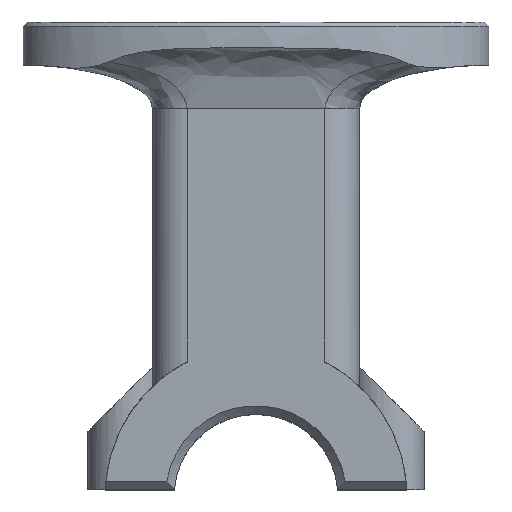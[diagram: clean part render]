
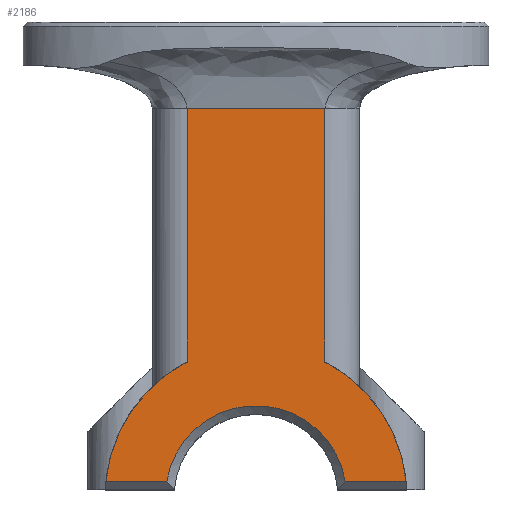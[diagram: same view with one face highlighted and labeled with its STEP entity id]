
A CAD part, top view. The second image highlights one B-rep face of the part: STEP entity #2186.
In plain terms, the highlighted planar face has unit normal (0, 0, 1).
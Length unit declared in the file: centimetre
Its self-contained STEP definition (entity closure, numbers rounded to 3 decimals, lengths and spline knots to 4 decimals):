
#149=CIRCLE('',#926,1.05);
#150=CIRCLE('',#930,1.75);
#151=CIRCLE('',#931,1.75);
#170=PLANE('',#929);
#223=LINE('',#3616,#382);
#248=LINE('',#4007,#407);
#250=LINE('',#4026,#409);
#251=LINE('',#4030,#410);
#252=LINE('',#4031,#411);
#382=VECTOR('',#564,1.);
#407=VECTOR('',#649,1.);
#409=VECTOR('',#660,1.);
#410=VECTOR('',#664,1.);
#411=VECTOR('',#665,1.);
#564=DIRECTION('',(1.,0.,0.));
#649=DIRECTION('',(-1.,0.,0.));
#655=DIRECTION('',(0.,0.,1.));
#656=DIRECTION('',(0.,1.05,0.));
#660=DIRECTION('',(-1.,0.,0.));
#661=DIRECTION('',(0.,0.,1.));
#662=DIRECTION('',(0.,0.,-1.));
#663=DIRECTION('',(1.75,0.,0.));
#664=DIRECTION('',(0.,-1.,0.));
#665=DIRECTION('',(0.,1.,0.));
#666=DIRECTION('',(0.,0.,-1.));
#667=DIRECTION('',(1.75,0.,0.));
#926=AXIS2_PLACEMENT_3D('',#4017,#655,#656);
#929=AXIS2_PLACEMENT_3D('',#4027,#661,$);
#930=AXIS2_PLACEMENT_3D('',#4028,#662,#663);
#931=AXIS2_PLACEMENT_3D('',#4033,#666,#667);
#1031=VERTEX_POINT('',#3615);
#1032=VERTEX_POINT('',#3617);
#1075=VERTEX_POINT('',#4006);
#1076=VERTEX_POINT('',#4008);
#1078=VERTEX_POINT('',#4018);
#1079=VERTEX_POINT('',#4025);
#1080=VERTEX_POINT('',#4029);
#1081=VERTEX_POINT('',#4032);
#1241=EDGE_CURVE('',#1031,#1032,#223,.T.);
#1294=EDGE_CURVE('',#1075,#1076,#248,.T.);
#1298=EDGE_CURVE('',#1076,#1078,#149,.T.);
#1301=EDGE_CURVE('',#1078,#1079,#250,.T.);
#1302=EDGE_CURVE('',#1080,#1075,#150,.T.);
#1303=EDGE_CURVE('',#1032,#1080,#251,.T.);
#1304=EDGE_CURVE('',#1081,#1031,#252,.T.);
#1305=EDGE_CURVE('',#1079,#1081,#151,.T.);
#1587=ORIENTED_EDGE('',*,*,#1301,.F.);
#1588=ORIENTED_EDGE('',*,*,#1298,.F.);
#1589=ORIENTED_EDGE('',*,*,#1294,.F.);
#1590=ORIENTED_EDGE('',*,*,#1302,.F.);
#1591=ORIENTED_EDGE('',*,*,#1303,.F.);
#1592=ORIENTED_EDGE('',*,*,#1241,.F.);
#1593=ORIENTED_EDGE('',*,*,#1304,.F.);
#1594=ORIENTED_EDGE('',*,*,#1305,.F.);
#1973=EDGE_LOOP('',(#1587,#1588,#1589,#1590,#1591,#1592,#1593,#1594));
#2086=FACE_BOUND('',#1973,.T.);
#2186=ADVANCED_FACE('',(#2086),#170,.T.);
#3615=CARTESIAN_POINT('',(-0.8,-1.,0.75));
#3616=CARTESIAN_POINT('',(0.,-1.,0.75));
#3617=CARTESIAN_POINT('',(0.8,-1.,0.75));
#4006=CARTESIAN_POINT('',(1.7412,-5.325,0.75));
#4007=CARTESIAN_POINT('',(-0.0244,-5.325,0.75));
#4008=CARTESIAN_POINT('',(1.0353,-5.325,0.75));
#4017=CARTESIAN_POINT('',(0.,-5.5,0.75));
#4018=CARTESIAN_POINT('',(-1.0353,-5.325,0.75));
#4025=CARTESIAN_POINT('',(-1.7412,-5.325,0.75));
#4026=CARTESIAN_POINT('',(-0.0244,-5.325,0.75));
#4027=CARTESIAN_POINT('',(0.,-3.2927,0.75));
#4028=CARTESIAN_POINT('',(0.,-5.5,0.75));
#4029=CARTESIAN_POINT('',(0.8,-3.9436,0.75));
#4030=CARTESIAN_POINT('',(0.8,-3.2714,0.75));
#4031=CARTESIAN_POINT('',(-0.8,-3.2714,0.75));
#4032=CARTESIAN_POINT('',(-0.8,-3.9436,0.75));
#4033=CARTESIAN_POINT('',(0.,-5.5,0.75));
